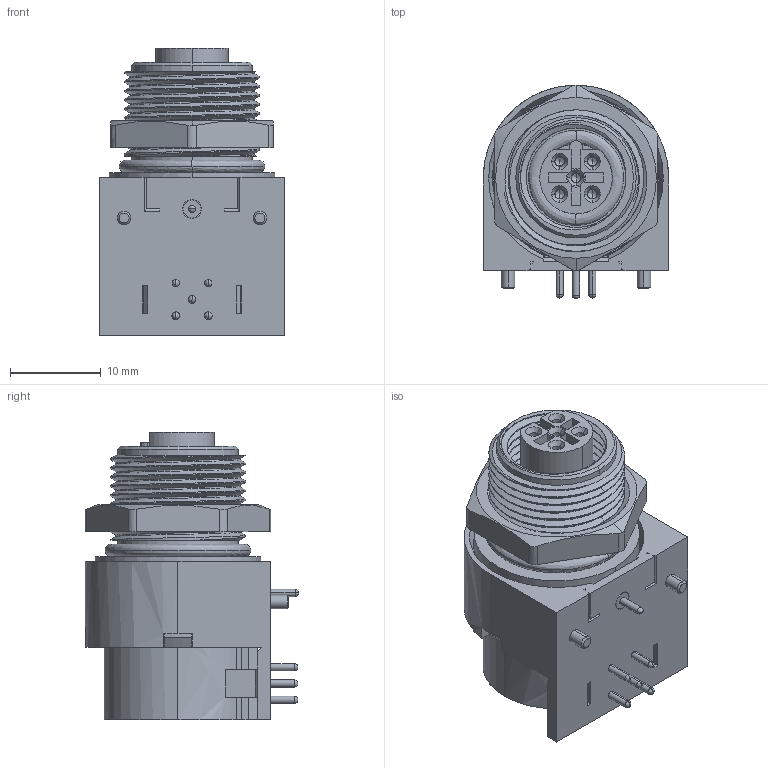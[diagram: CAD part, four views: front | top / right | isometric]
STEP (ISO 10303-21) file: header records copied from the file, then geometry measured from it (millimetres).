
FILE_DESCRIPTION (( 'STEP AP203' ), '1' );
FILE_NAME ('861-B05-213R004.STEP', '2023-12-19T16:00:27', ( '' ), ( '' ), 'SwSTEP 2.0', 'SolidWorks 2020', '' );
FILE_SCHEMA (( 'CONFIG_CONTROL_DESIGN' ));
Length unit declared in the file: millimetre
Products named in the file (1): 861-B05-213R004
Bounding box: 20.5 x 23.6 x 31.75 mm (x, y, z)
Volume: 5246.1 mm3; surface area: 8053.4 mm2
Topology: 2 solids, 2 shells, 585 faces, 1520 edges, 949 vertices
Faces by surface type: bspline 585
Entity records: 27133 total; most frequent: CARTESIAN_POINT 14835, ORIENTED_EDGE 2996, DIRECTION 1815, EDGE_CURVE 1498, VERTEX_POINT 949, LINE 749, VECTOR 749, EDGE_LOOP 665
